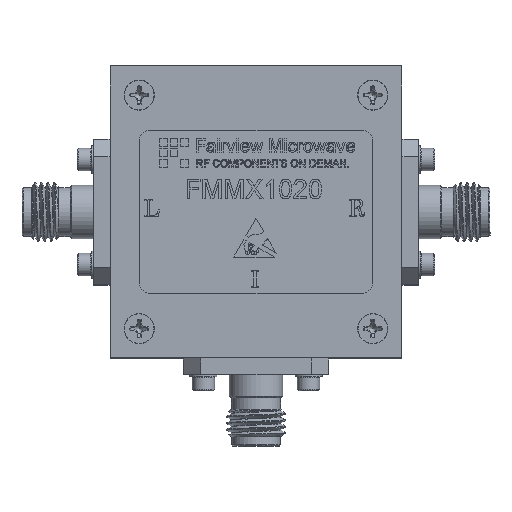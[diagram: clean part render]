
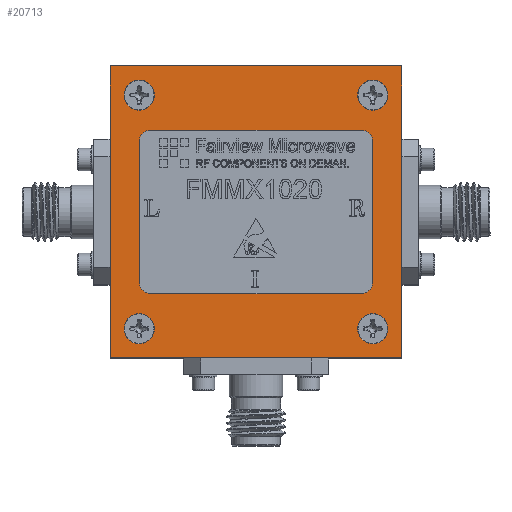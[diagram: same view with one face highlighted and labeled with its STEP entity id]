
A CAD part, top view. The second image highlights one B-rep face of the part: STEP entity #20713.
In plain terms, the highlighted planar face has unit normal (0, 0, 1).
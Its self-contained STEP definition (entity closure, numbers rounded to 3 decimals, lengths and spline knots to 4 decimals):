
#117 = VECTOR ( 'NONE', #58043, 39.3701 ) ;
#607 = EDGE_LOOP ( 'NONE', ( #3581 ) ) ;
#939 = CIRCLE ( 'NONE', #32368, 0.0645 ) ;
#2246 = DIRECTION ( 'NONE',  ( 0., 0., -1. ) ) ;
#3198 = VERTEX_POINT ( 'NONE', #21119 ) ;
#3411 = DIRECTION ( 'NONE',  ( -1., 0., 0. ) ) ;
#3581 = ORIENTED_EDGE ( 'NONE', *, *, #32286, .F. ) ;
#3599 = ORIENTED_EDGE ( 'NONE', *, *, #47844, .F. ) ;
#3768 = DIRECTION ( 'NONE',  ( 1., 0., 0. ) ) ;
#4187 = ORIENTED_EDGE ( 'NONE', *, *, #35520, .F. ) ;
#4201 = CARTESIAN_POINT ( 'NONE',  ( 0.45, -0.35, 0.2815 ) ) ;
#4383 = LINE ( 'NONE', #14229, #31843 ) ;
#4827 = AXIS2_PLACEMENT_3D ( 'NONE', #11202, #25673, #58604 ) ;
#4876 = AXIS2_PLACEMENT_3D ( 'NONE', #31449, #50226, #3411 ) ;
#4919 = CARTESIAN_POINT ( 'NONE',  ( 0.5645, 0.5, 0.2815 ) ) ;
#5067 = LINE ( 'NONE', #14601, #6593 ) ;
#5708 = EDGE_CURVE ( 'NONE', #44556, #13788, #33758, .T. ) ;
#5783 = EDGE_LOOP ( 'NONE', ( #18117, #31249, #41676, #13692 ) ) ;
#5881 = DIRECTION ( 'NONE',  ( 1., 0., 0. ) ) ;
#6593 = VECTOR ( 'NONE', #18619, 39.3701 ) ;
#7102 = DIRECTION ( 'NONE',  ( -1., 0., 0. ) ) ;
#7194 = FACE_BOUND ( 'NONE', #607, .T. ) ;
#7264 = CARTESIAN_POINT ( 'NONE',  ( -0.5, -0.3, 0.2815 ) ) ;
#7900 = ORIENTED_EDGE ( 'NONE', *, *, #52526, .T. ) ;
#8518 = ORIENTED_EDGE ( 'NONE', *, *, #21027, .T. ) ;
#9033 = VERTEX_POINT ( 'NONE', #35584 ) ;
#9298 = CARTESIAN_POINT ( 'NONE',  ( 0.625, -0.625, 0.2815 ) ) ;
#9578 = VERTEX_POINT ( 'NONE', #42395 ) ;
#10410 = CIRCLE ( 'NONE', #28067, 0.0645 ) ;
#10775 = AXIS2_PLACEMENT_3D ( 'NONE', #57627, #49011, #48708 ) ;
#10809 = DIRECTION ( 'NONE',  ( 0., 0., -1. ) ) ;
#11202 = CARTESIAN_POINT ( 'NONE',  ( 0., 0., 0.2815 ) ) ;
#11558 = EDGE_CURVE ( 'NONE', #34405, #9578, #5067, .T. ) ;
#12497 = VERTEX_POINT ( 'NONE', #16816 ) ;
#12646 = CARTESIAN_POINT ( 'NONE',  ( -0.5, 0.5, 0.2815 ) ) ;
#13122 = EDGE_CURVE ( 'NONE', #52644, #52644, #31227, .T. ) ;
#13390 = VERTEX_POINT ( 'NONE', #31905 ) ;
#13692 = ORIENTED_EDGE ( 'NONE', *, *, #20880, .T. ) ;
#13788 = VERTEX_POINT ( 'NONE', #4201 ) ;
#14118 = ORIENTED_EDGE ( 'NONE', *, *, #55754, .T. ) ;
#14229 = CARTESIAN_POINT ( 'NONE',  ( -0.625, -0.625, 0.2815 ) ) ;
#14601 = CARTESIAN_POINT ( 'NONE',  ( -0.625, 0.625, 0.2815 ) ) ;
#14952 = CARTESIAN_POINT ( 'NONE',  ( -0.5, -0.35, 0.2815 ) ) ;
#16032 = LINE ( 'NONE', #53604, #58800 ) ;
#16125 = FACE_BOUND ( 'NONE', #39490, .T. ) ;
#16816 = CARTESIAN_POINT ( 'NONE',  ( 0.5645, -0.5, 0.2815 ) ) ;
#16842 = CIRCLE ( 'NONE', #59117, 0.05 ) ;
#17101 = ORIENTED_EDGE ( 'NONE', *, *, #13122, .F. ) ;
#17205 = EDGE_CURVE ( 'NONE', #9033, #55460, #16032, .T. ) ;
#17359 = EDGE_LOOP ( 'NONE', ( #17101 ) ) ;
#17800 = CARTESIAN_POINT ( 'NONE',  ( 0.625, 0.625, 0.2815 ) ) ;
#18117 = ORIENTED_EDGE ( 'NONE', *, *, #48844, .T. ) ;
#18619 = DIRECTION ( 'NONE',  ( -1., 0., 0. ) ) ;
#18631 = ORIENTED_EDGE ( 'NONE', *, *, #49642, .F. ) ;
#19152 = DIRECTION ( 'NONE',  ( 1., 0., 0. ) ) ;
#19970 = AXIS2_PLACEMENT_3D ( 'NONE', #34229, #10809, #24977 ) ;
#20713 = ADVANCED_FACE ( 'NONE', ( #49990, #54297, #7194, #39852, #30618, #16125 ), #35241, .F. ) ;
#20880 = EDGE_CURVE ( 'NONE', #49976, #54274, #31523, .T. ) ;
#21004 = ORIENTED_EDGE ( 'NONE', *, *, #17205, .F. ) ;
#21027 = EDGE_CURVE ( 'NONE', #55783, #55460, #31452, .T. ) ;
#21117 = CARTESIAN_POINT ( 'NONE',  ( 0.5, -0.35, 0.2815 ) ) ;
#21119 = CARTESIAN_POINT ( 'NONE',  ( 0.5, 0.3, 0.2815 ) ) ;
#22592 = CIRCLE ( 'NONE', #10775, 0.05 ) ;
#22861 = LINE ( 'NONE', #41669, #44236 ) ;
#23749 = CARTESIAN_POINT ( 'NONE',  ( 0.5, -0.5, 0.2815 ) ) ;
#24429 = AXIS2_PLACEMENT_3D ( 'NONE', #12646, #59147, #40090 ) ;
#24537 = EDGE_CURVE ( 'NONE', #9578, #49976, #4383, .T. ) ;
#24977 = DIRECTION ( 'NONE',  ( -1., 0., 0. ) ) ;
#25637 = CARTESIAN_POINT ( 'NONE',  ( -0.45, -0.3, 0.2815 ) ) ;
#25673 = DIRECTION ( 'NONE',  ( 0., 0., -1. ) ) ;
#26034 = DIRECTION ( 'NONE',  ( 0., 1., 0. ) ) ;
#27465 = CARTESIAN_POINT ( 'NONE',  ( -0.625, -0.625, 0.2815 ) ) ;
#27505 = VECTOR ( 'NONE', #28082, 39.3701 ) ;
#28067 = AXIS2_PLACEMENT_3D ( 'NONE', #23749, #48372, #43761 ) ;
#28082 = DIRECTION ( 'NONE',  ( 0., 1., 0. ) ) ;
#28584 = VECTOR ( 'NONE', #26034, 39.3701 ) ;
#28686 = DIRECTION ( 'NONE',  ( 0., 0., 1. ) ) ;
#30618 = FACE_BOUND ( 'NONE', #43137, .T. ) ;
#31227 = CIRCLE ( 'NONE', #33185, 0.0645 ) ;
#31249 = ORIENTED_EDGE ( 'NONE', *, *, #11558, .T. ) ;
#31449 = CARTESIAN_POINT ( 'NONE',  ( -0.45, 0.3, 0.2815 ) ) ;
#31452 = CIRCLE ( 'NONE', #4876, 0.05 ) ;
#31523 = LINE ( 'NONE', #27465, #39320 ) ;
#31843 = VECTOR ( 'NONE', #37359, 39.3701 ) ;
#31905 = CARTESIAN_POINT ( 'NONE',  ( -0.4355, -0.5, 0.2815 ) ) ;
#32286 = EDGE_CURVE ( 'NONE', #12497, #12497, #10410, .T. ) ;
#32368 = AXIS2_PLACEMENT_3D ( 'NONE', #32407, #42253, #19152 ) ;
#32407 = CARTESIAN_POINT ( 'NONE',  ( -0.5, -0.5, 0.2815 ) ) ;
#33185 = AXIS2_PLACEMENT_3D ( 'NONE', #38232, #28686, #5881 ) ;
#33758 = LINE ( 'NONE', #14952, #117 ) ;
#34229 = CARTESIAN_POINT ( 'NONE',  ( 0.45, 0.3, 0.2815 ) ) ;
#34405 = VERTEX_POINT ( 'NONE', #17800 ) ;
#35241 = PLANE ( 'NONE',  #4827 ) ;
#35520 = EDGE_CURVE ( 'NONE', #44845, #44845, #47060, .T. ) ;
#35584 = CARTESIAN_POINT ( 'NONE',  ( 0.45, 0.35, 0.2815 ) ) ;
#37359 = DIRECTION ( 'NONE',  ( 0., -1., 0. ) ) ;
#37724 = VERTEX_POINT ( 'NONE', #7264 ) ;
#38232 = CARTESIAN_POINT ( 'NONE',  ( 0.5, 0.5, 0.2815 ) ) ;
#39320 = VECTOR ( 'NONE', #3768, 39.3701 ) ;
#39490 = EDGE_LOOP ( 'NONE', ( #18631, #8518, #21004, #14118, #47275, #42293, #58638, #7900 ) ) ;
#39852 = FACE_BOUND ( 'NONE', #17359, .T. ) ;
#40090 = DIRECTION ( 'NONE',  ( 1., 0., 0. ) ) ;
#41669 = CARTESIAN_POINT ( 'NONE',  ( -0.5, -0.35, 0.2815 ) ) ;
#41676 = ORIENTED_EDGE ( 'NONE', *, *, #24537, .T. ) ;
#42253 = DIRECTION ( 'NONE',  ( 0., 0., 1. ) ) ;
#42293 = ORIENTED_EDGE ( 'NONE', *, *, #48897, .T. ) ;
#42395 = CARTESIAN_POINT ( 'NONE',  ( -0.625, 0.625, 0.2815 ) ) ;
#43137 = EDGE_LOOP ( 'NONE', ( #4187 ) ) ;
#43761 = DIRECTION ( 'NONE',  ( 1., 0., 0. ) ) ;
#44236 = VECTOR ( 'NONE', #60404, 39.3701 ) ;
#44556 = VERTEX_POINT ( 'NONE', #51135 ) ;
#44845 = VERTEX_POINT ( 'NONE', #48323 ) ;
#45745 = VERTEX_POINT ( 'NONE', #47510 ) ;
#45827 = CARTESIAN_POINT ( 'NONE',  ( -0.625, -0.625, 0.2815 ) ) ;
#47060 = CIRCLE ( 'NONE', #24429, 0.0645 ) ;
#47275 = ORIENTED_EDGE ( 'NONE', *, *, #51051, .F. ) ;
#47375 = CARTESIAN_POINT ( 'NONE',  ( 0.625, -0.625, 0.2815 ) ) ;
#47430 = CIRCLE ( 'NONE', #19970, 0.05 ) ;
#47510 = CARTESIAN_POINT ( 'NONE',  ( 0.5, -0.3, 0.2815 ) ) ;
#47844 = EDGE_CURVE ( 'NONE', #13390, #13390, #939, .T. ) ;
#48323 = CARTESIAN_POINT ( 'NONE',  ( -0.4355, 0.5, 0.2815 ) ) ;
#48372 = DIRECTION ( 'NONE',  ( 0., 0., 1. ) ) ;
#48708 = DIRECTION ( 'NONE',  ( -1., 0., 0. ) ) ;
#48844 = EDGE_CURVE ( 'NONE', #54274, #34405, #51492, .T. ) ;
#48897 = EDGE_CURVE ( 'NONE', #45745, #13788, #22592, .T. ) ;
#49011 = DIRECTION ( 'NONE',  ( 0., 0., -1. ) ) ;
#49642 = EDGE_CURVE ( 'NONE', #55783, #37724, #22861, .T. ) ;
#49976 = VERTEX_POINT ( 'NONE', #45827 ) ;
#49990 = FACE_OUTER_BOUND ( 'NONE', #5783, .T. ) ;
#50226 = DIRECTION ( 'NONE',  ( 0., 0., -1. ) ) ;
#51051 = EDGE_CURVE ( 'NONE', #45745, #3198, #54048, .T. ) ;
#51135 = CARTESIAN_POINT ( 'NONE',  ( -0.45, -0.35, 0.2815 ) ) ;
#51492 = LINE ( 'NONE', #9298, #27505 ) ;
#52526 = EDGE_CURVE ( 'NONE', #44556, #37724, #16842, .T. ) ;
#52644 = VERTEX_POINT ( 'NONE', #4919 ) ;
#53412 = EDGE_LOOP ( 'NONE', ( #3599 ) ) ;
#53604 = CARTESIAN_POINT ( 'NONE',  ( -0.5, 0.35, 0.2815 ) ) ;
#54048 = LINE ( 'NONE', #21117, #28584 ) ;
#54274 = VERTEX_POINT ( 'NONE', #47375 ) ;
#54297 = FACE_BOUND ( 'NONE', #53412, .T. ) ;
#55460 = VERTEX_POINT ( 'NONE', #57981 ) ;
#55754 = EDGE_CURVE ( 'NONE', #9033, #3198, #47430, .T. ) ;
#55783 = VERTEX_POINT ( 'NONE', #60530 ) ;
#57051 = DIRECTION ( 'NONE',  ( -1., 0., 0. ) ) ;
#57627 = CARTESIAN_POINT ( 'NONE',  ( 0.45, -0.3, 0.2815 ) ) ;
#57981 = CARTESIAN_POINT ( 'NONE',  ( -0.45, 0.35, 0.2815 ) ) ;
#58043 = DIRECTION ( 'NONE',  ( 1., 0., 0. ) ) ;
#58604 = DIRECTION ( 'NONE',  ( 0., -1., 0. ) ) ;
#58638 = ORIENTED_EDGE ( 'NONE', *, *, #5708, .F. ) ;
#58800 = VECTOR ( 'NONE', #7102, 39.3701 ) ;
#59117 = AXIS2_PLACEMENT_3D ( 'NONE', #25637, #2246, #57051 ) ;
#59147 = DIRECTION ( 'NONE',  ( 0., 0., 1. ) ) ;
#60404 = DIRECTION ( 'NONE',  ( 0., -1., 0. ) ) ;
#60530 = CARTESIAN_POINT ( 'NONE',  ( -0.5, 0.3, 0.2815 ) ) ;
